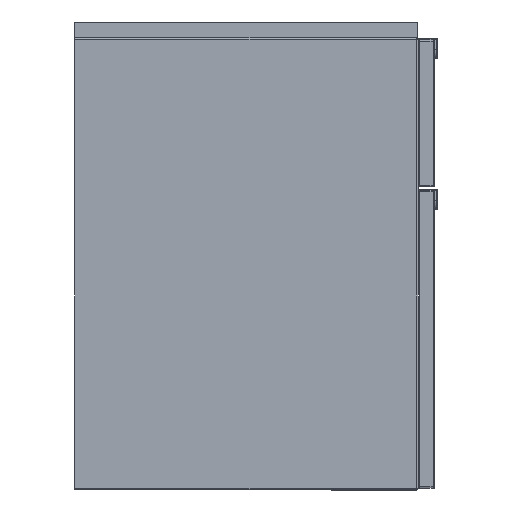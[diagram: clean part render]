
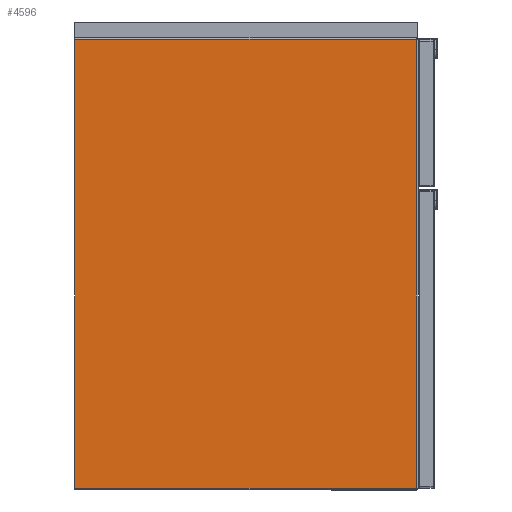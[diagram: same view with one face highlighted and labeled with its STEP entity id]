
A CAD part, left-side view. The second image highlights one B-rep face of the part: STEP entity #4596.
In plain terms, the highlighted planar face has unit normal (-1, 0, 0).
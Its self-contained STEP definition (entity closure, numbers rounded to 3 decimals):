
#4468=CARTESIAN_POINT('',(-3727.98,22109.639,568.));
#4469=VERTEX_POINT('',#4468);
#4477=CARTESIAN_POINT('',(-3727.98,21678.639,568.));
#4478=VERTEX_POINT('',#4477);
#4479=CARTESIAN_POINT('',(-3727.98,22109.639,568.));
#4480=DIRECTION('',(0.0,-1.0,0.0));
#4481=VECTOR('',#4480,431.0);
#4482=LINE('',#4479,#4481);
#4483=EDGE_CURVE('',#4469,#4478,#4482,.T.);
#4508=CARTESIAN_POINT('',(-3727.98,21678.639,2.));
#4509=VERTEX_POINT('',#4508);
#4510=CARTESIAN_POINT('',(-3727.98,21678.639,568.));
#4511=DIRECTION('',(0.0,0.0,-1.0));
#4512=VECTOR('',#4511,566.0);
#4513=LINE('',#4510,#4512);
#4514=EDGE_CURVE('',#4478,#4509,#4513,.T.);
#4532=CARTESIAN_POINT('',(-3727.98,22109.639,2.));
#4533=VERTEX_POINT('',#4532);
#4549=CARTESIAN_POINT('',(-3727.98,21678.639,2.));
#4550=DIRECTION('',(0.0,1.0,0.0));
#4551=VECTOR('',#4550,431.0);
#4552=LINE('',#4549,#4551);
#4553=EDGE_CURVE('',#4509,#4533,#4552,.T.);
#4580=CARTESIAN_POINT('',(-3727.98,21893.139,285.));
#4581=DIRECTION('',(1.0,0.0,0.0));
#4582=DIRECTION('',(0.0,-1.0,0.0));
#4583=AXIS2_PLACEMENT_3D('',#4580,#4581,#4582);
#4584=PLANE('',#4583);
#4585=ORIENTED_EDGE('',*,*,#4483,.F.);
#4586=CARTESIAN_POINT('',(-3727.98,22109.639,2.));
#4587=DIRECTION('',(0.0,0.0,1.0));
#4588=VECTOR('',#4587,566.);
#4589=LINE('',#4586,#4588);
#4590=EDGE_CURVE('',#4533,#4469,#4589,.T.);
#4591=ORIENTED_EDGE('',*,*,#4590,.F.);
#4592=ORIENTED_EDGE('',*,*,#4553,.F.);
#4593=ORIENTED_EDGE('',*,*,#4514,.F.);
#4594=EDGE_LOOP('',(#4585,#4591,#4592,#4593));
#4595=FACE_OUTER_BOUND('',#4594,.T.);
#4596=ADVANCED_FACE('',(#4595),#4584,.F.);
